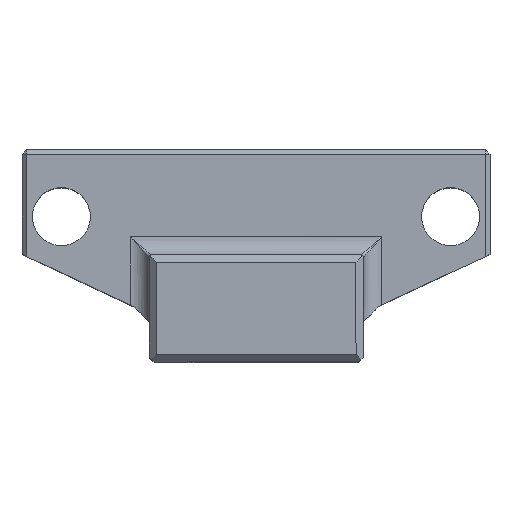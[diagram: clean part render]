
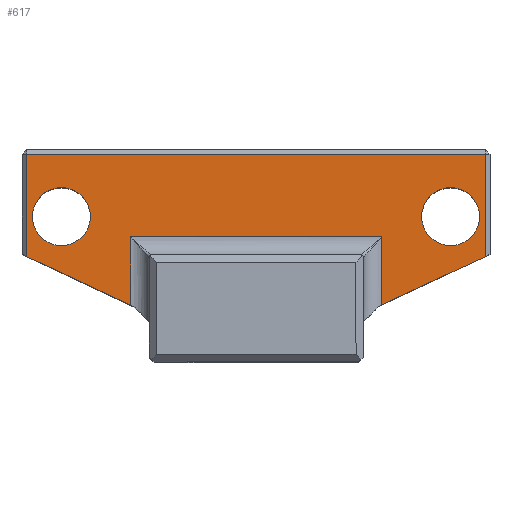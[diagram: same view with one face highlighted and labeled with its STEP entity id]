
A CAD part, top view. The second image highlights one B-rep face of the part: STEP entity #617.
In plain terms, the highlighted planar face has unit normal (0, 0, 1).
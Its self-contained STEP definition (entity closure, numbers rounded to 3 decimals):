
#68 = EDGE_CURVE ( 'NONE', #670, #1056, #1360, .T. ) ;
#81 = ORIENTED_EDGE ( 'NONE', *, *, #899, .T. ) ;
#82 = ORIENTED_EDGE ( 'NONE', *, *, #949, .T. ) ;
#88 = CARTESIAN_POINT ( 'NONE',  ( 13.45, 20.75, -41.133 ) ) ;
#95 = FACE_OUTER_BOUND ( 'NONE', #1210, .T. ) ;
#171 = VERTEX_POINT ( 'NONE', #2031 ) ;
#271 = VECTOR ( 'NONE', #384, 1000. ) ;
#283 = ORIENTED_EDGE ( 'NONE', *, *, #2561, .T. ) ;
#298 = CARTESIAN_POINT ( 'NONE',  ( -15.8, 20.75, -41.133 ) ) ;
#359 = CARTESIAN_POINT ( 'NONE',  ( -13.45, 20.75, -41.133 ) ) ;
#362 = CARTESIAN_POINT ( 'NONE',  ( 19., 17.682, -41.133 ) ) ;
#376 = VERTEX_POINT ( 'NONE', #88 ) ;
#384 = DIRECTION ( 'NONE',  ( 0.906, -0.424, 0. ) ) ;
#395 = CARTESIAN_POINT ( 'NONE',  ( -18.6, 17.495, -41.133 ) ) ;
#425 = CARTESIAN_POINT ( 'NONE',  ( -15.8, 20.75, -41.133 ) ) ;
#427 = EDGE_CURVE ( 'NONE', #1285, #2472, #1200, .T. ) ;
#458 = DIRECTION ( 'NONE',  ( -1., 0., 0. ) ) ;
#468 = ORIENTED_EDGE ( 'NONE', *, *, #68, .T. ) ;
#477 = CARTESIAN_POINT ( 'NONE',  ( -10.187, 19.1, -41.133 ) ) ;
#491 = DIRECTION ( 'NONE',  ( 0.001, -1., 0. ) ) ;
#493 = EDGE_CURVE ( 'NONE', #2243, #1721, #1230, .T. ) ;
#495 = VERTEX_POINT ( 'NONE', #1649 ) ;
#521 = CARTESIAN_POINT ( 'NONE',  ( 0., 25.8, -41.133 ) ) ;
#525 = CARTESIAN_POINT ( 'NONE',  ( -18.6, 25.8, -41.133 ) ) ;
#562 = DIRECTION ( 'NONE',  ( 0., -1., 0. ) ) ;
#573 = DIRECTION ( 'NONE',  ( 0., 0., -1. ) ) ;
#617 = ADVANCED_FACE ( 'NONE', ( #2158, #1283, #95 ), #1739, .F. ) ;
#622 = EDGE_CURVE ( 'NONE', #1721, #2243, #1989, .T. ) ;
#639 = ORIENTED_EDGE ( 'NONE', *, *, #427, .T. ) ;
#670 = VERTEX_POINT ( 'NONE', #1491 ) ;
#707 = CARTESIAN_POINT ( 'NONE',  ( -10.187, 19.1, -41.133 ) ) ;
#744 = DIRECTION ( 'NONE',  ( 1., 0., 0. ) ) ;
#776 = ORIENTED_EDGE ( 'NONE', *, *, #493, .T. ) ;
#856 = VECTOR ( 'NONE', #562, 1000. ) ;
#868 = EDGE_CURVE ( 'NONE', #2472, #670, #2165, .T. ) ;
#876 = DIRECTION ( 'NONE',  ( -1., 0., 0. ) ) ;
#893 = DIRECTION ( 'NONE',  ( -1., 0., 0. ) ) ;
#899 = EDGE_CURVE ( 'NONE', #376, #171, #1496, .T. ) ;
#904 = EDGE_CURVE ( 'NONE', #2621, #1913, #1821, .T. ) ;
#907 = DIRECTION ( 'NONE',  ( 0., -1., 0. ) ) ;
#912 = LINE ( 'NONE', #2511, #1470 ) ;
#949 = EDGE_CURVE ( 'NONE', #171, #376, #2281, .T. ) ;
#1011 = CARTESIAN_POINT ( 'NONE',  ( -10.183, 13.7, -41.133 ) ) ;
#1041 = EDGE_LOOP ( 'NONE', ( #2212, #776 ) ) ;
#1056 = VERTEX_POINT ( 'NONE', #477 ) ;
#1154 = VECTOR ( 'NONE', #1330, 1000. ) ;
#1168 = CARTESIAN_POINT ( 'NONE',  ( 15.8, 20.75, -41.133 ) ) ;
#1197 = EDGE_CURVE ( 'NONE', #1056, #495, #2128, .T. ) ;
#1200 = LINE ( 'NONE', #2601, #856 ) ;
#1210 = EDGE_LOOP ( 'NONE', ( #283, #639, #1997, #468, #1912, #1815, #1446, #1872 ) ) ;
#1230 = CIRCLE ( 'NONE', #1534, 2.35 ) ;
#1283 = FACE_BOUND ( 'NONE', #1041, .T. ) ;
#1285 = VERTEX_POINT ( 'NONE', #525 ) ;
#1323 = DIRECTION ( 'NONE',  ( 0., 0., -1. ) ) ;
#1330 = DIRECTION ( 'NONE',  ( -0.001, 1., 0. ) ) ;
#1331 = VECTOR ( 'NONE', #2013, 1000. ) ;
#1360 = LINE ( 'NONE', #1011, #1154 ) ;
#1394 = CARTESIAN_POINT ( 'NONE',  ( 3.375, 7.217, -41.133 ) ) ;
#1403 = CARTESIAN_POINT ( 'NONE',  ( 18.6, 0., -41.133 ) ) ;
#1446 = ORIENTED_EDGE ( 'NONE', *, *, #904, .F. ) ;
#1470 = VECTOR ( 'NONE', #491, 1000. ) ;
#1478 = DIRECTION ( 'NONE',  ( 0., 0., -1. ) ) ;
#1488 = EDGE_LOOP ( 'NONE', ( #81, #82 ) ) ;
#1491 = CARTESIAN_POINT ( 'NONE',  ( -10.183, 13.558, -41.133 ) ) ;
#1496 = CIRCLE ( 'NONE', #1747, 2.35 ) ;
#1534 = AXIS2_PLACEMENT_3D ( 'NONE', #425, #1478, #458 ) ;
#1539 = CARTESIAN_POINT ( 'NONE',  ( -18.15, 20.75, -41.133 ) ) ;
#1542 = DIRECTION ( 'NONE',  ( 0., 0., -1. ) ) ;
#1570 = VECTOR ( 'NONE', #2431, 1000. ) ;
#1592 = VECTOR ( 'NONE', #744, 1000. ) ;
#1649 = CARTESIAN_POINT ( 'NONE',  ( 10.213, 19.1, -41.133 ) ) ;
#1661 = EDGE_CURVE ( 'NONE', #495, #1913, #912, .T. ) ;
#1718 = LINE ( 'NONE', #521, #2338 ) ;
#1721 = VERTEX_POINT ( 'NONE', #1539 ) ;
#1739 = PLANE ( 'NONE',  #2034 ) ;
#1747 = AXIS2_PLACEMENT_3D ( 'NONE', #1168, #573, #2237 ) ;
#1815 = ORIENTED_EDGE ( 'NONE', *, *, #1661, .T. ) ;
#1821 = LINE ( 'NONE', #362, #1331 ) ;
#1831 = LINE ( 'NONE', #1403, #1570 ) ;
#1848 = CARTESIAN_POINT ( 'NONE',  ( 18.6, 25.8, -41.133 ) ) ;
#1872 = ORIENTED_EDGE ( 'NONE', *, *, #2488, .T. ) ;
#1912 = ORIENTED_EDGE ( 'NONE', *, *, #1197, .T. ) ;
#1913 = VERTEX_POINT ( 'NONE', #2416 ) ;
#1932 = AXIS2_PLACEMENT_3D ( 'NONE', #2422, #2411, #2603 ) ;
#1989 = CIRCLE ( 'NONE', #2350, 2.35 ) ;
#1997 = ORIENTED_EDGE ( 'NONE', *, *, #868, .T. ) ;
#2013 = DIRECTION ( 'NONE',  ( -0.906, -0.424, 0. ) ) ;
#2031 = CARTESIAN_POINT ( 'NONE',  ( 18.15, 20.75, -41.133 ) ) ;
#2034 = AXIS2_PLACEMENT_3D ( 'NONE', #2098, #1323, #907 ) ;
#2098 = CARTESIAN_POINT ( 'NONE',  ( 0., 0., -41.133 ) ) ;
#2128 = LINE ( 'NONE', #707, #1592 ) ;
#2158 = FACE_BOUND ( 'NONE', #1488, .T. ) ;
#2165 = LINE ( 'NONE', #1394, #271 ) ;
#2212 = ORIENTED_EDGE ( 'NONE', *, *, #622, .T. ) ;
#2237 = DIRECTION ( 'NONE',  ( -1., 0., 0. ) ) ;
#2243 = VERTEX_POINT ( 'NONE', #359 ) ;
#2281 = CIRCLE ( 'NONE', #1932, 2.35 ) ;
#2338 = VECTOR ( 'NONE', #876, 1000. ) ;
#2350 = AXIS2_PLACEMENT_3D ( 'NONE', #298, #1542, #893 ) ;
#2368 = CARTESIAN_POINT ( 'NONE',  ( 18.6, 17.495, -41.133 ) ) ;
#2397 = VERTEX_POINT ( 'NONE', #1848 ) ;
#2411 = DIRECTION ( 'NONE',  ( 0., 0., -1. ) ) ;
#2416 = CARTESIAN_POINT ( 'NONE',  ( 10.217, 13.574, -41.133 ) ) ;
#2422 = CARTESIAN_POINT ( 'NONE',  ( 15.8, 20.75, -41.133 ) ) ;
#2431 = DIRECTION ( 'NONE',  ( 0., 1., 0. ) ) ;
#2472 = VERTEX_POINT ( 'NONE', #395 ) ;
#2488 = EDGE_CURVE ( 'NONE', #2621, #2397, #1831, .T. ) ;
#2511 = CARTESIAN_POINT ( 'NONE',  ( 10.213, 19.1, -41.133 ) ) ;
#2561 = EDGE_CURVE ( 'NONE', #2397, #1285, #1718, .T. ) ;
#2601 = CARTESIAN_POINT ( 'NONE',  ( -18.6, 0., -41.133 ) ) ;
#2603 = DIRECTION ( 'NONE',  ( -1., 0., 0. ) ) ;
#2621 = VERTEX_POINT ( 'NONE', #2368 ) ;
